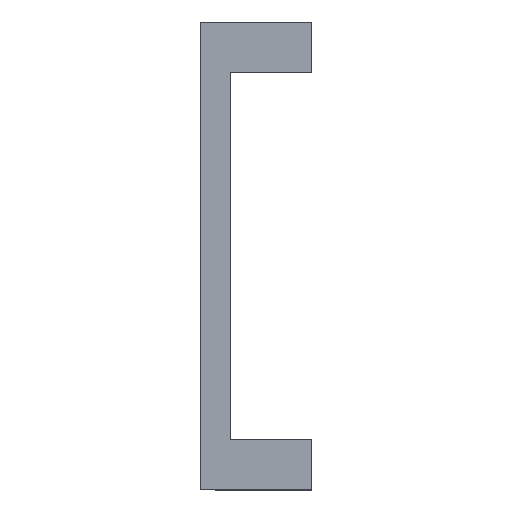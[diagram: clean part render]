
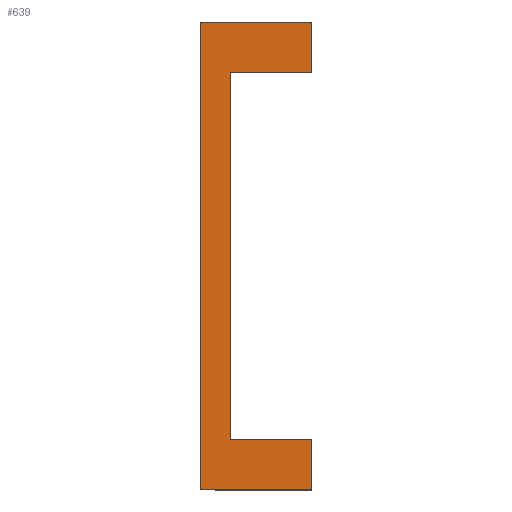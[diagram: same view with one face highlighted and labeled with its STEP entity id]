
A CAD part, left-side view. The second image highlights one B-rep face of the part: STEP entity #639.
In plain terms, the highlighted planar face has unit normal (-1, 0, 0).
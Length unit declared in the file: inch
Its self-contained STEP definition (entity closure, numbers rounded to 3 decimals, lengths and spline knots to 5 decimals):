
#9 = LINE ( 'NONE', #297, #345 ) ;
#12 = CARTESIAN_POINT ( 'NONE',  ( -0.3625, -1.11, 0. ) ) ;
#27 = EDGE_CURVE ( 'NONE', #550, #801, #1324, .T. ) ;
#56 = CARTESIAN_POINT ( 'NONE',  ( -0.3625, -1.11, -0.33125 ) ) ;
#98 = DIRECTION ( 'NONE',  ( 0., 0., -1. ) ) ;
#99 = LINE ( 'NONE', #293, #1136 ) ;
#120 = ORIENTED_EDGE ( 'NONE', *, *, #27, .F. ) ;
#128 = CARTESIAN_POINT ( 'NONE',  ( -0.3625, -0.3, 0.16875 ) ) ;
#135 = VERTEX_POINT ( 'NONE', #525 ) ;
#184 = ORIENTED_EDGE ( 'NONE', *, *, #872, .F. ) ;
#209 = FACE_OUTER_BOUND ( 'NONE', #1273, .T. ) ;
#212 = DIRECTION ( 'NONE',  ( 0., 1., 0. ) ) ;
#267 = LINE ( 'NONE', #56, #858 ) ;
#271 = ORIENTED_EDGE ( 'NONE', *, *, #1251, .T. ) ;
#280 = CARTESIAN_POINT ( 'NONE',  ( -0.3625, -1.11, 0. ) ) ;
#293 = CARTESIAN_POINT ( 'NONE',  ( -0.3625, -1.11, 4.33125 ) ) ;
#297 = CARTESIAN_POINT ( 'NONE',  ( -0.3625, -0.3, 3.83125 ) ) ;
#299 = EDGE_CURVE ( 'NONE', #599, #767, #1002, .T. ) ;
#301 = LINE ( 'NONE', #998, #755 ) ;
#322 = PLANE ( 'NONE',  #578 ) ;
#327 = DIRECTION ( 'NONE',  ( 0., 0., -1. ) ) ;
#328 = DIRECTION ( 'NONE',  ( 1., 0., 0. ) ) ;
#336 = ORIENTED_EDGE ( 'NONE', *, *, #404, .F. ) ;
#340 = CARTESIAN_POINT ( 'NONE',  ( -0.3625, -1.11, 3.83125 ) ) ;
#345 = VECTOR ( 'NONE', #212, 39.37008 ) ;
#346 = CARTESIAN_POINT ( 'NONE',  ( -0.3625, -1.11, 0.16875 ) ) ;
#371 = ORIENTED_EDGE ( 'NONE', *, *, #399, .T. ) ;
#384 = ORIENTED_EDGE ( 'NONE', *, *, #299, .F. ) ;
#399 = EDGE_CURVE ( 'NONE', #599, #1053, #99, .T. ) ;
#404 = EDGE_CURVE ( 'NONE', #767, #890, #9, .T. ) ;
#459 = CARTESIAN_POINT ( 'NONE',  ( -0.3625, -1.11, -0.33125 ) ) ;
#468 = VECTOR ( 'NONE', #911, 39.37008 ) ;
#473 = CARTESIAN_POINT ( 'NONE',  ( -0.3625, -0.3, 3.83125 ) ) ;
#474 = DIRECTION ( 'NONE',  ( 0., 0., -1. ) ) ;
#493 = CARTESIAN_POINT ( 'NONE',  ( -0.3625, -1.11, 0. ) ) ;
#501 = ORIENTED_EDGE ( 'NONE', *, *, #823, .F. ) ;
#509 = DIRECTION ( 'NONE',  ( 0., 1., 0. ) ) ;
#525 = CARTESIAN_POINT ( 'NONE',  ( -0.3625, 0., -0.33125 ) ) ;
#546 = VERTEX_POINT ( 'NONE', #128 ) ;
#548 = DIRECTION ( 'NONE',  ( 0., -1., 0. ) ) ;
#550 = VERTEX_POINT ( 'NONE', #346 ) ;
#578 = AXIS2_PLACEMENT_3D ( 'NONE', #12, #328, #745 ) ;
#592 = VECTOR ( 'NONE', #327, 39.37008 ) ;
#599 = VERTEX_POINT ( 'NONE', #867 ) ;
#639 = ADVANCED_FACE ( 'NONE', ( #209 ), #322, .F. ) ;
#661 = VECTOR ( 'NONE', #474, 39.37008 ) ;
#689 = VECTOR ( 'NONE', #548, 39.37008 ) ;
#745 = DIRECTION ( 'NONE',  ( 0., 0., -1. ) ) ;
#755 = VECTOR ( 'NONE', #98, 39.37008 ) ;
#764 = DIRECTION ( 'NONE',  ( 0., 1., 0. ) ) ;
#767 = VERTEX_POINT ( 'NONE', #340 ) ;
#801 = VERTEX_POINT ( 'NONE', #459 ) ;
#823 = EDGE_CURVE ( 'NONE', #546, #550, #1187, .T. ) ;
#858 = VECTOR ( 'NONE', #764, 39.37008 ) ;
#867 = CARTESIAN_POINT ( 'NONE',  ( -0.3625, -1.11, 4.33125 ) ) ;
#872 = EDGE_CURVE ( 'NONE', #801, #135, #267, .T. ) ;
#890 = VERTEX_POINT ( 'NONE', #473 ) ;
#911 = DIRECTION ( 'NONE',  ( 0., 0., -1. ) ) ;
#998 = CARTESIAN_POINT ( 'NONE',  ( -0.3625, -0.3, 0.16875 ) ) ;
#1002 = LINE ( 'NONE', #280, #661 ) ;
#1005 = CARTESIAN_POINT ( 'NONE',  ( -0.3625, 0., 4.33125 ) ) ;
#1053 = VERTEX_POINT ( 'NONE', #1005 ) ;
#1074 = EDGE_CURVE ( 'NONE', #890, #546, #301, .T. ) ;
#1136 = VECTOR ( 'NONE', #509, 39.37008 ) ;
#1143 = CARTESIAN_POINT ( 'NONE',  ( -0.3625, 0., 0. ) ) ;
#1173 = CARTESIAN_POINT ( 'NONE',  ( -0.3625, -0.3, 0.16875 ) ) ;
#1187 = LINE ( 'NONE', #1173, #689 ) ;
#1237 = ORIENTED_EDGE ( 'NONE', *, *, #1074, .F. ) ;
#1247 = LINE ( 'NONE', #1143, #592 ) ;
#1251 = EDGE_CURVE ( 'NONE', #1053, #135, #1247, .T. ) ;
#1273 = EDGE_LOOP ( 'NONE', ( #120, #501, #1237, #336, #384, #371, #271, #184 ) ) ;
#1324 = LINE ( 'NONE', #493, #468 ) ;
